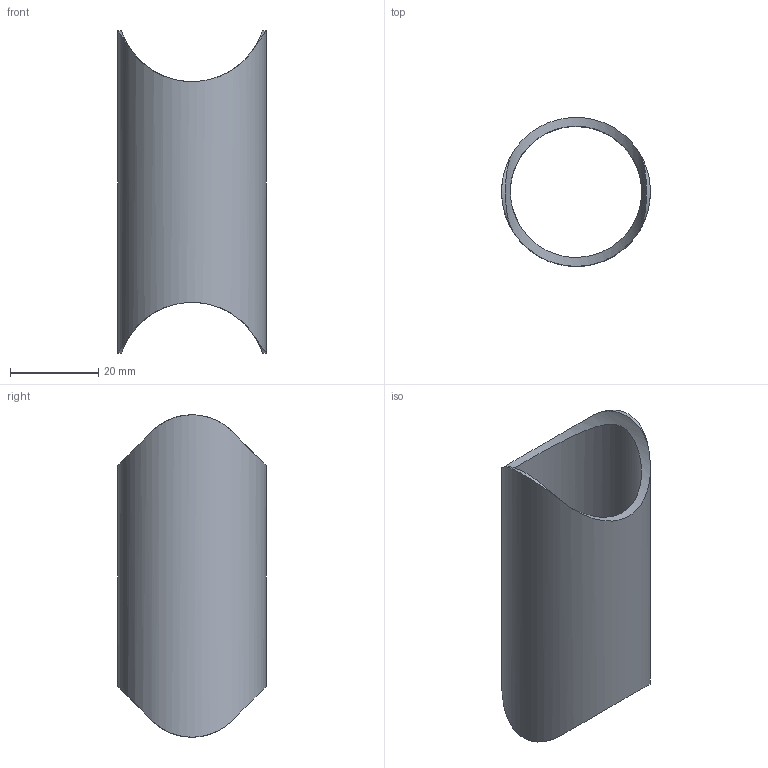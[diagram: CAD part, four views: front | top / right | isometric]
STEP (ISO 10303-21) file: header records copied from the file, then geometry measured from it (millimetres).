
FILE_DESCRIPTION (( 'STEP AP203' ), '1' );
FILE_NAME ('50450-240.step', '2022-07-13T08:36:32', ( '' ), ( '' ), 'SwSTEP 2.0', 'SolidWorks 2018', '' );
FILE_SCHEMA (( 'CONFIG_CONTROL_DESIGN' ));
Length unit declared in the file: millimetre
Products named in the file (1): 50450-240
Bounding box: 33.68 x 33.67 x 72.99 mm (x, y, z)
Volume: 11886 mm3; surface area: 12445.1 mm2
Topology: 1 solids, 1 shells, 275 faces, 739 edges, 492 vertices
Faces by surface type: plane 124, bspline 117, cylinder 34
Full cylindrical faces by diameter (mm): 29.7 x1, 33.7 x1
Entity records: 13755 total; most frequent: CARTESIAN_POINT 7577, ORIENTED_EDGE 1474, DIRECTION 897, EDGE_CURVE 737, VERTEX_POINT 492, VECTOR 355, LINE 355, EDGE_LOOP 305
